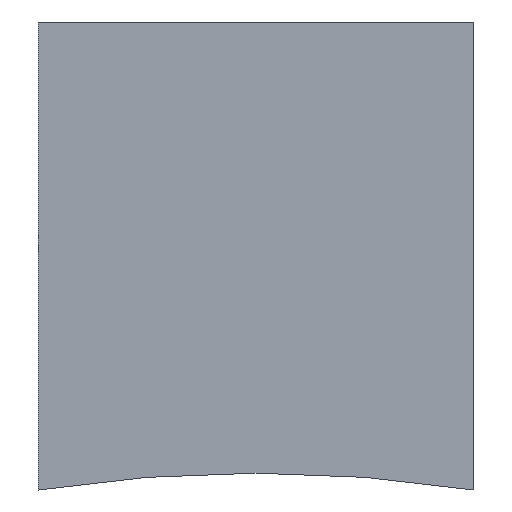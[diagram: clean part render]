
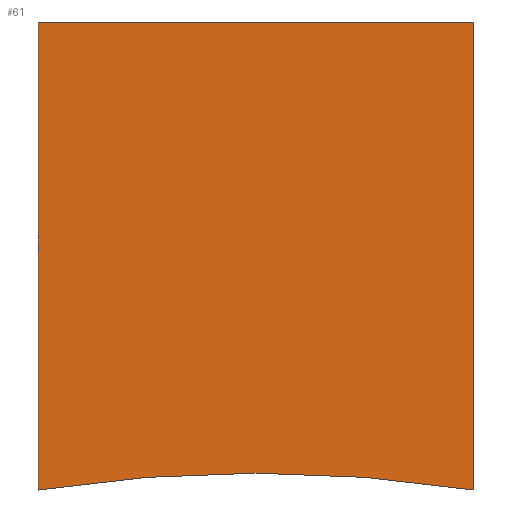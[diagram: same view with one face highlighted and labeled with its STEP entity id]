
A CAD part, front view. The second image highlights one B-rep face of the part: STEP entity #61.
In plain terms, the highlighted planar face has unit normal (0, -1, 0).
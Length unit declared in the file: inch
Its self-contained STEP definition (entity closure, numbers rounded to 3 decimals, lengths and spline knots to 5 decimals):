
#1 = DIRECTION ( 'NONE',  ( 0., 0., -1. ) ) ;
#3 = EDGE_CURVE ( 'NONE', #250, #120, #143, .T. ) ;
#4 = VECTOR ( 'NONE', #25, 39.37008 ) ;
#25 = DIRECTION ( 'NONE',  ( 1., 0., 0. ) ) ;
#38 = CARTESIAN_POINT ( 'NONE',  ( 1.57867, -0.1251, 0.68908 ) ) ;
#45 = CARTESIAN_POINT ( 'NONE',  ( 1.57867, -0.1251, -0.88947 ) ) ;
#47 = LINE ( 'NONE', #166, #89 ) ;
#58 = VECTOR ( 'NONE', #233, 39.37008 ) ;
#61 = ADVANCED_FACE ( 'NONE', ( #191 ), #97, .T. ) ;
#67 = CARTESIAN_POINT ( 'NONE',  ( 1.82267, -0.1251, 0.95119 ) ) ;
#69 = LINE ( 'NONE', #241, #58 ) ;
#78 = EDGE_CURVE ( 'NONE', #208, #120, #47, .T. ) ;
#81 = ORIENTED_EDGE ( 'NONE', *, *, #227, .F. ) ;
#89 = VECTOR ( 'NONE', #202, 39.37008 ) ;
#97 = PLANE ( 'NONE',  #132 ) ;
#98 = VERTEX_POINT ( 'NONE', #38 ) ;
#106 = DIRECTION ( 'NONE',  ( 0., -1., 0. ) ) ;
#120 = VERTEX_POINT ( 'NONE', #67 ) ;
#125 = CARTESIAN_POINT ( 'NONE',  ( 1.82267, -0.1251, 0.68908 ) ) ;
#132 = AXIS2_PLACEMENT_3D ( 'NONE', #45, #186, #198 ) ;
#140 = CARTESIAN_POINT ( 'NONE',  ( 1.57867, -0.1251, 0.95119 ) ) ;
#143 = LINE ( 'NONE', #216, #4 ) ;
#163 = EDGE_CURVE ( 'NONE', #208, #98, #219, .T. ) ;
#166 = CARTESIAN_POINT ( 'NONE',  ( 1.82267, -0.1251, -0.88947 ) ) ;
#176 = AXIS2_PLACEMENT_3D ( 'NONE', #243, #106, #1 ) ;
#186 = DIRECTION ( 'NONE',  ( 0., -1., 0. ) ) ;
#191 = FACE_OUTER_BOUND ( 'NONE', #254, .T. ) ;
#198 = DIRECTION ( 'NONE',  ( 0., 0., -1. ) ) ;
#202 = DIRECTION ( 'NONE',  ( 0., 0., 1. ) ) ;
#208 = VERTEX_POINT ( 'NONE', #125 ) ;
#216 = CARTESIAN_POINT ( 'NONE',  ( 1.57867, -0.1251, 0.95119 ) ) ;
#219 = CIRCLE ( 'NONE', #176, 0.79388 ) ;
#227 = EDGE_CURVE ( 'NONE', #98, #250, #69, .T. ) ;
#228 = ORIENTED_EDGE ( 'NONE', *, *, #3, .F. ) ;
#230 = ORIENTED_EDGE ( 'NONE', *, *, #163, .F. ) ;
#233 = DIRECTION ( 'NONE',  ( 0., 0., 1. ) ) ;
#241 = CARTESIAN_POINT ( 'NONE',  ( 1.57867, -0.1251, -0.88947 ) ) ;
#243 = CARTESIAN_POINT ( 'NONE',  ( 1.70067, -0.1251, -0.09537 ) ) ;
#250 = VERTEX_POINT ( 'NONE', #140 ) ;
#251 = ORIENTED_EDGE ( 'NONE', *, *, #78, .T. ) ;
#254 = EDGE_LOOP ( 'NONE', ( #230, #251, #228, #81 ) ) ;
